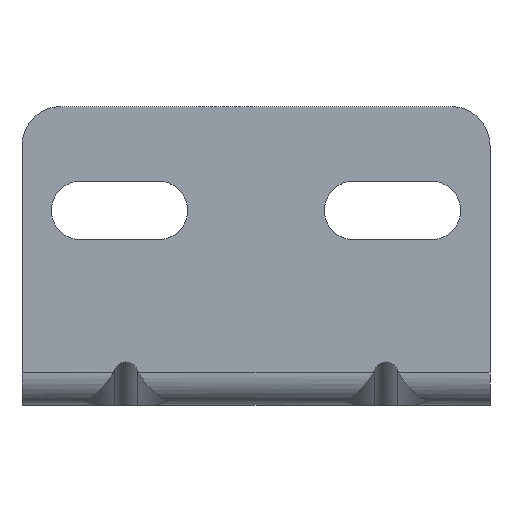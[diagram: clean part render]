
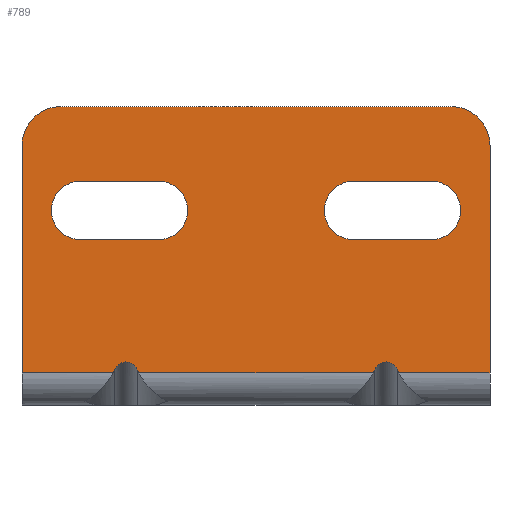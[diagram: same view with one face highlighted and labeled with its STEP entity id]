
A CAD part, front view. The second image highlights one B-rep face of the part: STEP entity #789.
In plain terms, the highlighted planar face has unit normal (0, -1, 0).
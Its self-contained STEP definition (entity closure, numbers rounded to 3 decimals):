
#13=FACE_BOUND($,#241,.T.);
#14=FACE_BOUND($,#242,.T.);
#19=PLANE($,#852);
#38=CIRCLE($,#853,3.);
#39=CIRCLE($,#854,3.);
#40=CIRCLE($,#855,2.25);
#41=CIRCLE($,#856,2.25);
#42=CIRCLE($,#857,2.25);
#43=CIRCLE($,#858,2.25);
#68=LINE($,#1432,#132);
#69=LINE($,#1434,#133);
#70=LINE($,#1436,#134);
#71=LINE($,#1440,#135);
#72=LINE($,#1444,#136);
#73=LINE($,#1445,#137);
#74=LINE($,#1448,#138);
#75=LINE($,#1452,#139);
#76=LINE($,#1456,#140);
#77=LINE($,#1460,#141);
#132=VECTOR($,#974,18.02);
#133=VECTOR($,#975,7.01);
#134=VECTOR($,#976,17.496);
#135=VECTOR($,#979,30.);
#136=VECTOR($,#982,17.496);
#137=VECTOR($,#983,7.01);
#138=VECTOR($,#984,6.);
#139=VECTOR($,#987,6.);
#140=VECTOR($,#990,6.);
#141=VECTOR($,#993,6.);
#200=FACE_OUTER_BOUND($,#240,.T.);
#240=EDGE_LOOP($,(#552,#553,#554,#555,#556,#557,#558,#559,#560,#561,#562,
#563,#564,#565));
#241=EDGE_LOOP($,(#566,#567,#568,#569));
#242=EDGE_LOOP($,(#570,#571,#572,#573));
#294=ELLIPSE($,#831,1.155,1.);
#297=ELLIPSE($,#835,2.887,2.5);
#299=ELLIPSE($,#840,2.887,2.5);
#301=ELLIPSE($,#843,2.887,2.5);
#303=ELLIPSE($,#847,1.155,1.);
#305=ELLIPSE($,#851,2.887,2.5);
#314=VERTEX_POINT($,#1214);
#315=VERTEX_POINT($,#1215);
#320=VERTEX_POINT($,#1246);
#325=VERTEX_POINT($,#1298);
#329=VERTEX_POINT($,#1347);
#330=VERTEX_POINT($,#1349);
#333=VERTEX_POINT($,#1378);
#337=VERTEX_POINT($,#1407);
#338=VERTEX_POINT($,#1433);
#339=VERTEX_POINT($,#1435);
#340=VERTEX_POINT($,#1437);
#341=VERTEX_POINT($,#1439);
#342=VERTEX_POINT($,#1441);
#343=VERTEX_POINT($,#1443);
#344=VERTEX_POINT($,#1446);
#345=VERTEX_POINT($,#1447);
#346=VERTEX_POINT($,#1449);
#347=VERTEX_POINT($,#1451);
#348=VERTEX_POINT($,#1454);
#349=VERTEX_POINT($,#1455);
#350=VERTEX_POINT($,#1457);
#351=VERTEX_POINT($,#1459);
#398=EDGE_CURVE($,#314,#315,#294,.T.);
#404=EDGE_CURVE($,#320,#314,#297,.T.);
#411=EDGE_CURVE($,#315,#325,#299,.T.);
#415=EDGE_CURVE($,#330,#329,#301,.T.);
#420=EDGE_CURVE($,#329,#333,#303,.T.);
#425=EDGE_CURVE($,#333,#337,#305,.T.);
#426=EDGE_CURVE($,#330,#325,#68,.T.);
#427=EDGE_CURVE($,#338,#337,#69,.T.);
#428=EDGE_CURVE($,#339,#338,#70,.T.);
#429=EDGE_CURVE($,#340,#339,#38,.T.);
#430=EDGE_CURVE($,#341,#340,#71,.T.);
#431=EDGE_CURVE($,#342,#341,#39,.T.);
#432=EDGE_CURVE($,#342,#343,#72,.T.);
#433=EDGE_CURVE($,#320,#343,#73,.T.);
#434=EDGE_CURVE($,#344,#345,#74,.T.);
#435=EDGE_CURVE($,#345,#346,#40,.T.);
#436=EDGE_CURVE($,#346,#347,#75,.T.);
#437=EDGE_CURVE($,#347,#344,#41,.T.);
#438=EDGE_CURVE($,#348,#349,#76,.T.);
#439=EDGE_CURVE($,#349,#350,#42,.T.);
#440=EDGE_CURVE($,#350,#351,#77,.T.);
#441=EDGE_CURVE($,#351,#348,#43,.T.);
#552=ORIENTED_EDGE($,*,*,#404,.T.);
#553=ORIENTED_EDGE($,*,*,#398,.T.);
#554=ORIENTED_EDGE($,*,*,#411,.T.);
#555=ORIENTED_EDGE($,*,*,#426,.F.);
#556=ORIENTED_EDGE($,*,*,#415,.T.);
#557=ORIENTED_EDGE($,*,*,#420,.T.);
#558=ORIENTED_EDGE($,*,*,#425,.T.);
#559=ORIENTED_EDGE($,*,*,#427,.F.);
#560=ORIENTED_EDGE($,*,*,#428,.F.);
#561=ORIENTED_EDGE($,*,*,#429,.F.);
#562=ORIENTED_EDGE($,*,*,#430,.F.);
#563=ORIENTED_EDGE($,*,*,#431,.F.);
#564=ORIENTED_EDGE($,*,*,#432,.T.);
#565=ORIENTED_EDGE($,*,*,#433,.F.);
#566=ORIENTED_EDGE($,*,*,#434,.T.);
#567=ORIENTED_EDGE($,*,*,#435,.T.);
#568=ORIENTED_EDGE($,*,*,#436,.T.);
#569=ORIENTED_EDGE($,*,*,#437,.T.);
#570=ORIENTED_EDGE($,*,*,#438,.T.);
#571=ORIENTED_EDGE($,*,*,#439,.T.);
#572=ORIENTED_EDGE($,*,*,#440,.T.);
#573=ORIENTED_EDGE($,*,*,#441,.T.);
#789=ADVANCED_FACE($,(#200,#13,#14),#19,.T.);
#831=AXIS2_PLACEMENT_3D($,#1216,#926,#927);
#835=AXIS2_PLACEMENT_3D($,#1247,#936,#937);
#840=AXIS2_PLACEMENT_3D($,#1321,#946,#947);
#843=AXIS2_PLACEMENT_3D($,#1350,#953,#954);
#847=AXIS2_PLACEMENT_3D($,#1380,#962,#963);
#851=AXIS2_PLACEMENT_3D($,#1430,#970,#971);
#852=AXIS2_PLACEMENT_3D($,#1431,#972,#973);
#853=AXIS2_PLACEMENT_3D($,#1438,#977,#978);
#854=AXIS2_PLACEMENT_3D($,#1442,#980,#981);
#855=AXIS2_PLACEMENT_3D($,#1450,#985,#986);
#856=AXIS2_PLACEMENT_3D($,#1453,#988,#989);
#857=AXIS2_PLACEMENT_3D($,#1458,#991,#992);
#858=AXIS2_PLACEMENT_3D($,#1461,#994,#995);
#926=DIRECTION('center_axis',(0.,1.,0.));
#927=DIRECTION('ref_axis',(0.,0.,1.));
#936=DIRECTION('center_axis',(0.,-1.,0.));
#937=DIRECTION('ref_axis',(0.,0.,-1.));
#946=DIRECTION('center_axis',(0.,-1.,0.));
#947=DIRECTION('ref_axis',(0.,0.,-1.));
#953=DIRECTION('center_axis',(0.,-1.,0.));
#954=DIRECTION('ref_axis',(0.,0.,1.));
#962=DIRECTION('center_axis',(0.,1.,0.));
#963=DIRECTION('ref_axis',(0.,0.,1.));
#970=DIRECTION('center_axis',(0.,-1.,0.));
#971=DIRECTION('ref_axis',(0.,0.,-1.));
#972=DIRECTION('center_axis',(0.,-1.,0.));
#973=DIRECTION('ref_axis',(0.,0.,1.));
#974=DIRECTION($,(-1.,0.,0.));
#975=DIRECTION($,(-1.,0.,0.));
#976=DIRECTION($,(0.,0.,-1.));
#977=DIRECTION('center_axis',(0.,1.,0.));
#978=DIRECTION('ref_axis',(0.,0.,1.));
#979=DIRECTION($,(1.,0.,0.));
#980=DIRECTION('center_axis',(0.,1.,0.));
#981=DIRECTION('ref_axis',(-1.,0.,0.));
#982=DIRECTION($,(0.,0.,-1.));
#983=DIRECTION($,(-1.,0.,0.));
#984=DIRECTION($,(-1.,0.,0.));
#985=DIRECTION('center_axis',(0.,1.,0.));
#986=DIRECTION('ref_axis',(0.,0.,-1.));
#987=DIRECTION($,(1.,0.,0.));
#988=DIRECTION('center_axis',(0.,1.,0.));
#989=DIRECTION('ref_axis',(0.,0.,1.));
#990=DIRECTION($,(-1.,0.,0.));
#991=DIRECTION('center_axis',(0.,1.,0.));
#992=DIRECTION('ref_axis',(0.,0.,-1.));
#993=DIRECTION($,(1.,0.,0.));
#994=DIRECTION('center_axis',(0.,1.,0.));
#995=DIRECTION('ref_axis',(0.,0.,1.));
#1214=CARTESIAN_POINT('',(-10.901,-15.,2.694));
#1215=CARTESIAN_POINT('',(-9.108,-15.,2.717));
#1216=CARTESIAN_POINT('Origin',(-10.,-15.,2.194));
#1246=CARTESIAN_POINT('',(-10.99,-15.,2.5));
#1247=CARTESIAN_POINT('Origin',(-13.155,-15.,3.943));
#1298=CARTESIAN_POINT('',(-9.01,-15.,2.5));
#1321=CARTESIAN_POINT('Origin',(-6.845,-15.,3.943));
#1347=CARTESIAN_POINT('',(9.108,-15.,2.717));
#1349=CARTESIAN_POINT('',(9.01,-15.,2.5));
#1350=CARTESIAN_POINT('Origin',(6.845,-15.,3.943));
#1378=CARTESIAN_POINT('',(10.901,-15.,2.694));
#1380=CARTESIAN_POINT('Origin',(10.,-15.,2.194));
#1407=CARTESIAN_POINT('',(10.99,-15.,2.5));
#1430=CARTESIAN_POINT('Origin',(13.155,-15.,3.943));
#1431=CARTESIAN_POINT('Origin',(18.,-15.,5.));
#1432=CARTESIAN_POINT($,(18.,-15.,2.5));
#1433=CARTESIAN_POINT('',(18.,-15.,2.5));
#1434=CARTESIAN_POINT($,(18.,-15.,2.5));
#1435=CARTESIAN_POINT('',(18.,-15.,19.996));
#1436=CARTESIAN_POINT($,(18.,-15.,5.));
#1437=CARTESIAN_POINT('',(15.,-15.,22.996));
#1438=CARTESIAN_POINT('Origin',(15.,-15.,19.996));
#1439=CARTESIAN_POINT('',(-15.,-15.,22.996));
#1440=CARTESIAN_POINT($,(-15.,-15.,22.996));
#1441=CARTESIAN_POINT('',(-18.,-15.,19.996));
#1442=CARTESIAN_POINT('Origin',(-15.,-15.,19.996));
#1443=CARTESIAN_POINT('',(-18.,-15.,2.5));
#1444=CARTESIAN_POINT($,(-18.,-15.,5.));
#1445=CARTESIAN_POINT($,(18.,-15.,2.5));
#1446=CARTESIAN_POINT('',(13.5,-15.,12.75));
#1447=CARTESIAN_POINT('',(7.5,-15.,12.75));
#1448=CARTESIAN_POINT($,(13.5,-15.,12.75));
#1449=CARTESIAN_POINT('',(7.5,-15.,17.25));
#1450=CARTESIAN_POINT('Origin',(7.5,-15.,15.));
#1451=CARTESIAN_POINT('',(13.5,-15.,17.25));
#1452=CARTESIAN_POINT($,(7.5,-15.,17.25));
#1453=CARTESIAN_POINT('Origin',(13.5,-15.,15.));
#1454=CARTESIAN_POINT('',(-7.5,-15.,12.75));
#1455=CARTESIAN_POINT('',(-13.5,-15.,12.75));
#1456=CARTESIAN_POINT($,(-7.5,-15.,12.75));
#1457=CARTESIAN_POINT('',(-13.5,-15.,17.25));
#1458=CARTESIAN_POINT('Origin',(-13.5,-15.,15.));
#1459=CARTESIAN_POINT('',(-7.5,-15.,17.25));
#1460=CARTESIAN_POINT($,(-13.5,-15.,17.25));
#1461=CARTESIAN_POINT('Origin',(-7.5,-15.,15.));
